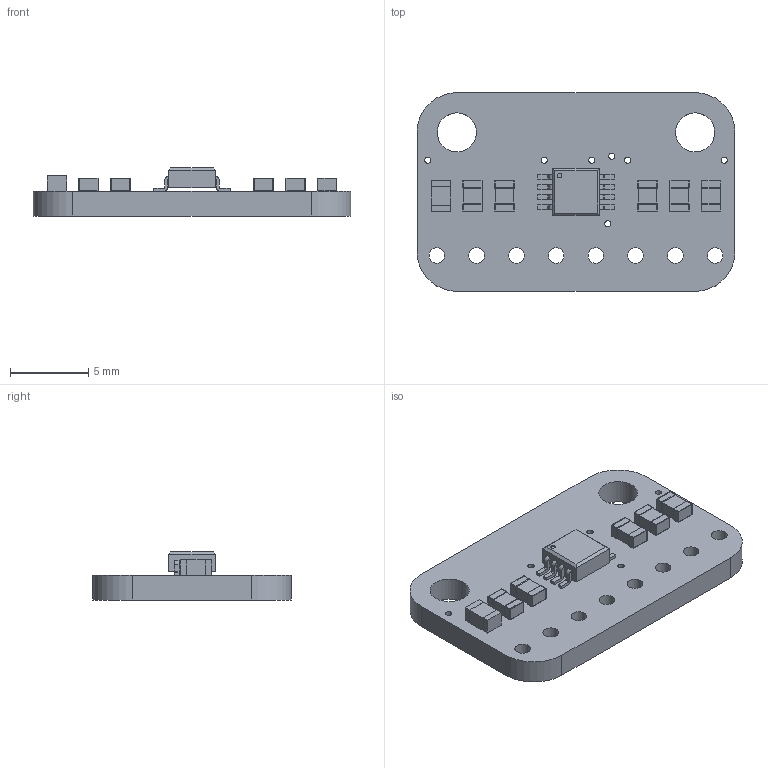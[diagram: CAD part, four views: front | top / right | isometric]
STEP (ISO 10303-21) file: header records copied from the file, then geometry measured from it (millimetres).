
FILE_DESCRIPTION(/* description */ (''),/* implementation_level */ '2;1');
FILE_NAME(/* name */ '1782 MCP9808.step',/* time_stamp */ '2020-03-25T14:54:58-04:00',/* author */ (''),/* organization */ (''),/* preprocessor_version */ 'ST-DEVELOPER v18',/* originating_system */ 'Autodesk Translation Framework v8.12.0.6',/* authorisation */ '');
FILE_SCHEMA (('AUTOMOTIVE_DESIGN { 1 0 10303 214 3 1 1 }'));
Length unit declared in the file: millimetre
Products named in the file (6): Adafruit MCP9808 Breakout; PCB Component; Board; 1uF; MCP9808-E/MS; 10K
Assembly tree (9 placements, depth 3):
  Adafruit MCP9808 Breakout
    PCB Component
      Board
      1uF
      MCP9808-E/MS
      10K  x5
Bounding box: 20.32 x 12.7 x 3.07 mm (x, y, z)
Volume: 393.8 mm3; surface area: 812.5 mm2
Topology: 18 solids, 18 shells, 473 faces, 1076 edges, 573 vertices
Faces by surface type: plane 217, cylinder 176, sphere 80
Full cylindrical faces by diameter (mm): 0.3 x1, 0.394 x9, 1 x8, 2.5 x2
Entity records: 6550 total; most frequent: DIRECTION 1114, CARTESIAN_POINT 1046, ORIENTED_EDGE 1010, EDGE_CURVE 505, AXIS2_PLACEMENT_3D 385, LINE 344, VECTOR 344, VERTEX_POINT 317
